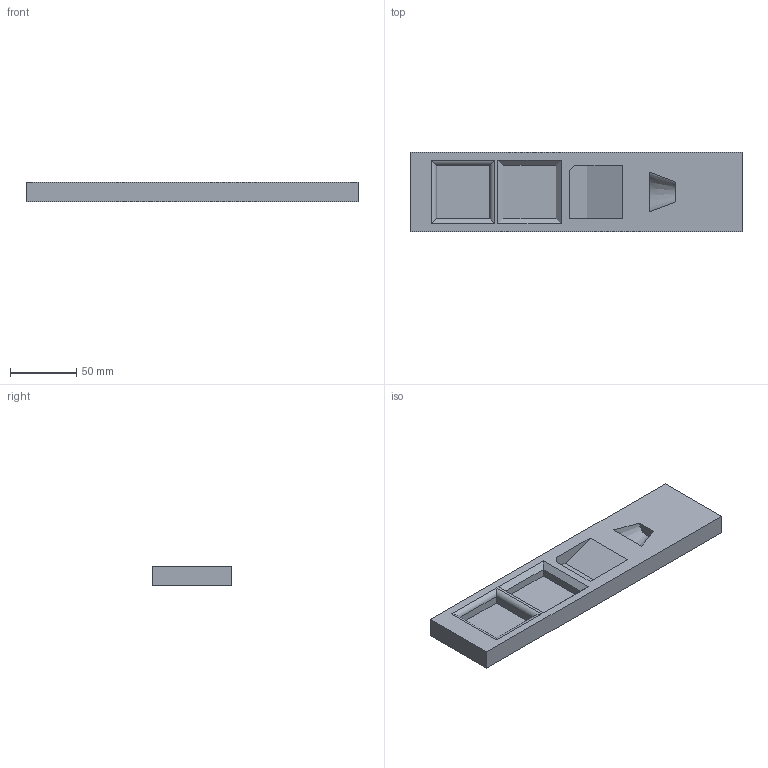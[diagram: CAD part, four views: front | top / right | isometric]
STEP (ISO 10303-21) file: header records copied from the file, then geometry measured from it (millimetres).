
FILE_DESCRIPTION(('FreeCAD Model'),'2;1');
FILE_NAME('Open CASCADE Shape Model','2024-06-13T21:37:32',(''),(''), 'Open CASCADE STEP processor 7.6','FreeCAD','Unknown');
FILE_SCHEMA(('AUTOMOTIVE_DESIGN { 1 0 10303 214 1 1 1 1 }'));
Length unit declared in the file: millimetre
Products named in the file (1): Body
Bounding box: 250 x 60 x 15 mm (x, y, z)
Volume: 176350.7 mm3; surface area: 43615.1 mm2
Topology: 1 solids, 1 shells, 34 faces, 78 edges, 51 vertices
Faces by surface type: plane 29, cylinder 4, cone 1
Entity records: 964 total; most frequent: CARTESIAN_POINT 167, ORIENTED_EDGE 156, DIRECTION 152, EDGE_CURVE 78, LINE 68, VECTOR 68, VERTEX_POINT 51, AXIS2_PLACEMENT_3D 42
